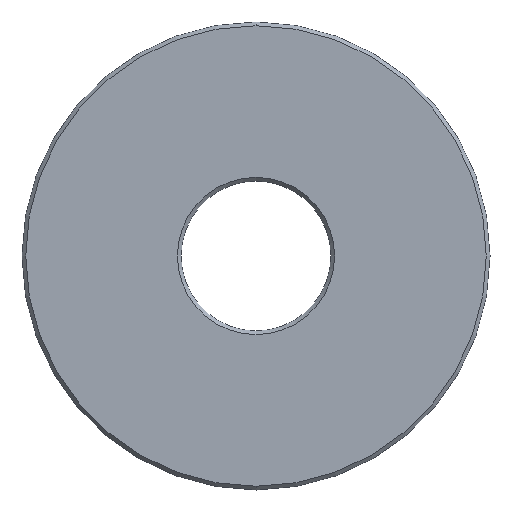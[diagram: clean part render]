
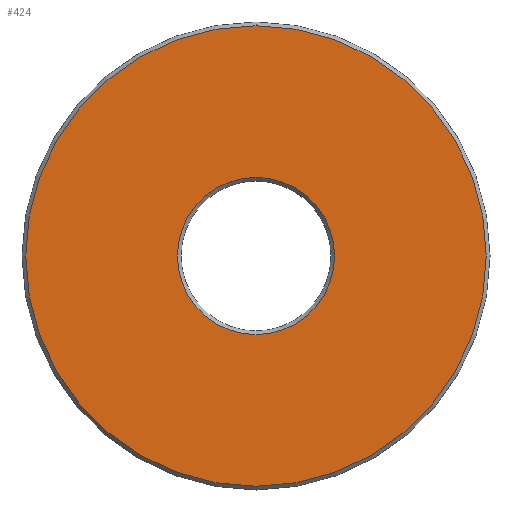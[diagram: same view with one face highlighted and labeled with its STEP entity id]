
A CAD part, front view. The second image highlights one B-rep face of the part: STEP entity #424.
In plain terms, the highlighted planar face has unit normal (0, -1, 0).
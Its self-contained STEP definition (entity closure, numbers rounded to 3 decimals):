
#12 = DIRECTION ( 'NONE',  ( 0., 1., 0. ) ) ;
#13 = ORIENTED_EDGE ( 'NONE', *, *, #60, .T. ) ;
#14 = EDGE_CURVE ( 'NONE', #357, #150, #423, .T. ) ;
#39 = ORIENTED_EDGE ( 'NONE', *, *, #313, .T. ) ;
#43 = CARTESIAN_POINT ( 'NONE',  ( 0., -1., 0. ) ) ;
#45 = DIRECTION ( 'NONE',  ( 0., 0., 1. ) ) ;
#55 = CARTESIAN_POINT ( 'NONE',  ( 0., -1., 0. ) ) ;
#57 = AXIS2_PLACEMENT_3D ( 'NONE', #90, #152, #194 ) ;
#60 = EDGE_CURVE ( 'NONE', #101, #181, #258, .T. ) ;
#74 = DIRECTION ( 'NONE',  ( 0., 1., 0. ) ) ;
#84 = CARTESIAN_POINT ( 'NONE',  ( 0., -1., -4.2 ) ) ;
#90 = CARTESIAN_POINT ( 'NONE',  ( 0., -1., 0. ) ) ;
#95 = EDGE_LOOP ( 'NONE', ( #386, #13 ) ) ;
#101 = VERTEX_POINT ( 'NONE', #407 ) ;
#120 = DIRECTION ( 'NONE',  ( 0., 0., 1. ) ) ;
#135 = AXIS2_PLACEMENT_3D ( 'NONE', #55, #296, #120 ) ;
#140 = AXIS2_PLACEMENT_3D ( 'NONE', #176, #74, #45 ) ;
#149 = CIRCLE ( 'NONE', #353, 4.2 ) ;
#150 = VERTEX_POINT ( 'NONE', #84 ) ;
#152 = DIRECTION ( 'NONE',  ( 0., -1., 0. ) ) ;
#176 = CARTESIAN_POINT ( 'NONE',  ( 0., -1., 0. ) ) ;
#179 = CIRCLE ( 'NONE', #135, 12.3 ) ;
#181 = VERTEX_POINT ( 'NONE', #297 ) ;
#194 = DIRECTION ( 'NONE',  ( 0., 0., 1. ) ) ;
#206 = EDGE_CURVE ( 'NONE', #181, #101, #179, .T. ) ;
#229 = DIRECTION ( 'NONE',  ( 0., 1., 0. ) ) ;
#258 = CIRCLE ( 'NONE', #57, 12.3 ) ;
#269 = FACE_OUTER_BOUND ( 'NONE', #95, .T. ) ;
#283 = CARTESIAN_POINT ( 'NONE',  ( 0., -1., 4.2 ) ) ;
#296 = DIRECTION ( 'NONE',  ( 0., -1., 0. ) ) ;
#297 = CARTESIAN_POINT ( 'NONE',  ( 0., -1., 12.3 ) ) ;
#304 = CARTESIAN_POINT ( 'NONE',  ( 0., -1., 0. ) ) ;
#313 = EDGE_CURVE ( 'NONE', #150, #357, #149, .T. ) ;
#315 = ORIENTED_EDGE ( 'NONE', *, *, #14, .T. ) ;
#351 = DIRECTION ( 'NONE',  ( 0., 0., 1. ) ) ;
#353 = AXIS2_PLACEMENT_3D ( 'NONE', #304, #229, #414 ) ;
#357 = VERTEX_POINT ( 'NONE', #283 ) ;
#386 = ORIENTED_EDGE ( 'NONE', *, *, #206, .T. ) ;
#394 = PLANE ( 'NONE',  #433 ) ;
#407 = CARTESIAN_POINT ( 'NONE',  ( 0., -1., -12.3 ) ) ;
#414 = DIRECTION ( 'NONE',  ( 0., 0., 1. ) ) ;
#423 = CIRCLE ( 'NONE', #140, 4.2 ) ;
#424 = ADVANCED_FACE ( 'NONE', ( #435, #269 ), #394, .F. ) ;
#432 = EDGE_LOOP ( 'NONE', ( #39, #315 ) ) ;
#433 = AXIS2_PLACEMENT_3D ( 'NONE', #43, #12, #351 ) ;
#435 = FACE_BOUND ( 'NONE', #432, .T. ) ;
